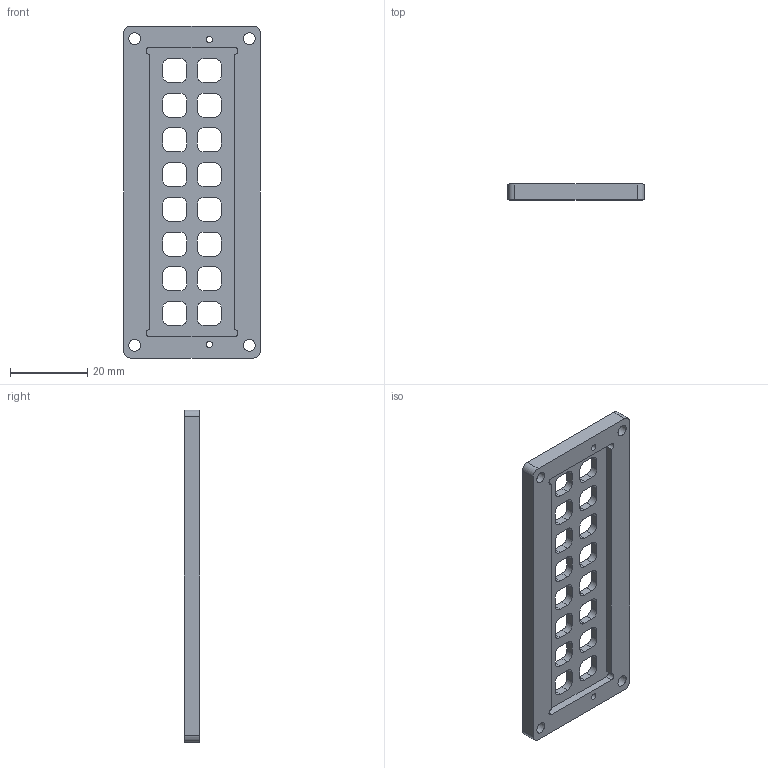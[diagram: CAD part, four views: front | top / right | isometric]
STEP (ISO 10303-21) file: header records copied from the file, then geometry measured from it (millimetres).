
FILE_DESCRIPTION(/* description */ (''),/* implementation_level */ '2;1');
FILE_NAME(/* name */ 'Upper Slide Mount (2).step',/* time_stamp */ '2019-11-05T11:49:51+01:00',/* author */ (''),/* organization */ (''),/* preprocessor_version */ 'ST-DEVELOPER v18',/* originating_system */ 'Autodesk Translation Framework v8.9.1.1155',/* authorisation */ '');
FILE_SCHEMA (('AUTOMOTIVE_DESIGN { 1 0 10303 214 3 1 1 }'));
Length unit declared in the file: millimetre
Products named in the file (1): Upper Slide Mount (2)
Bounding box: 35.31 x 4 x 86.06 mm (x, y, z)
Volume: 7543.6 mm3; surface area: 7093.3 mm2
Topology: 1 solids, 1 shells, 153 faces, 450 edges, 300 vertices
Faces by surface type: cylinder 78, plane 75
Full cylindrical faces by diameter (mm): 1.6 x2, 3 x4
Entity records: 5268 total; most frequent: DIRECTION 914, CARTESIAN_POINT 904, ORIENTED_EDGE 900, EDGE_CURVE 450, AXIS2_PLACEMENT_3D 310, VERTEX_POINT 300, LINE 294, VECTOR 294
